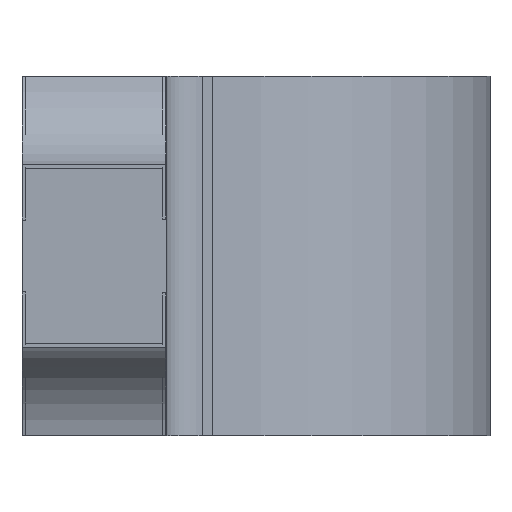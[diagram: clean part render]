
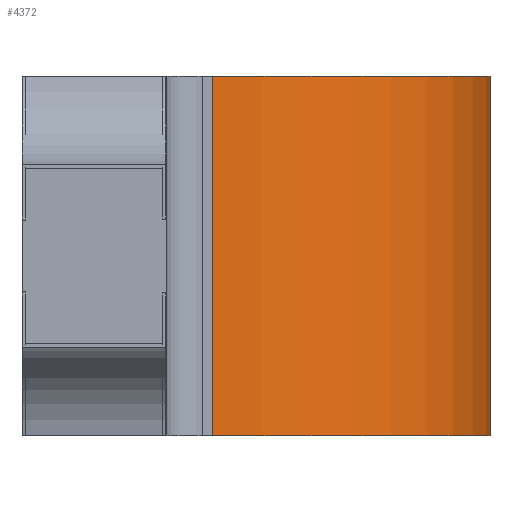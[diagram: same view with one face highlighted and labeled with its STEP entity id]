
A CAD part, left-side view. The second image highlights one B-rep face of the part: STEP entity #4372.
In plain terms, the highlighted cylindrical face has radius 0.8 mm (diameter 1.6 mm), a partial arc.
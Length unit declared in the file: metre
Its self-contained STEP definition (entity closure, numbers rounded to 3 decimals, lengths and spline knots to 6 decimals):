
#167=CIRCLE('',#4722,0.0008);
#168=CIRCLE('',#4723,0.0008);
#224=CYLINDRICAL_SURFACE('',#4721,0.0008);
#411=ORIENTED_EDGE('',*,*,#1631,.F.);
#412=ORIENTED_EDGE('',*,*,#1630,.T.);
#413=ORIENTED_EDGE('',*,*,#1632,.T.);
#414=ORIENTED_EDGE('',*,*,#1633,.F.);
#1630=EDGE_CURVE('',#2248,#2249,#2694,.T.);
#1631=EDGE_CURVE('',#2248,#2250,#167,.T.);
#1632=EDGE_CURVE('',#2249,#2251,#168,.T.);
#1633=EDGE_CURVE('',#2250,#2251,#2695,.T.);
#2248=VERTEX_POINT('',#6225);
#2249=VERTEX_POINT('',#6227);
#2250=VERTEX_POINT('',#6231);
#2251=VERTEX_POINT('',#6233);
#2694=LINE('',#6228,#3219);
#2695=LINE('',#6234,#3220);
#3219=VECTOR('',#5124,1.);
#3220=VECTOR('',#5131,1.);
#3702=EDGE_LOOP('',(#411,#412,#413,#414));
#3948=FACE_BOUND('',#3702,.T.);
#4372=ADVANCED_FACE('',(#3948),#224,.T.);
#4721=AXIS2_PLACEMENT_3D('',#6229,#5125,#5126);
#4722=AXIS2_PLACEMENT_3D('',#6230,#5127,#5128);
#4723=AXIS2_PLACEMENT_3D('',#6232,#5129,#5130);
#5124=DIRECTION('',(0.,1.,0.));
#5125=DIRECTION('',(0.,1.,0.));
#5126=DIRECTION('',(0.,0.,1.));
#5127=DIRECTION('',(0.,-1.,0.));
#5128=DIRECTION('',(0.,0.,-1.));
#5129=DIRECTION('',(0.,-1.,0.));
#5130=DIRECTION('',(0.,0.,-1.));
#5131=DIRECTION('',(0.,1.,0.));
#6225=CARTESIAN_POINT('',(-0.0002,-0.001,0.0013));
#6227=CARTESIAN_POINT('',(-0.0002,0.,0.0013));
#6228=CARTESIAN_POINT('',(-0.0002,-0.001002,0.0013));
#6229=CARTESIAN_POINT('',(-0.0002,-0.001002,0.0005));
#6230=CARTESIAN_POINT('',(-0.0002,-0.001,0.0005));
#6231=CARTESIAN_POINT('',(-0.000999,-0.001,0.000528));
#6232=CARTESIAN_POINT('',(-0.0002,0.,0.0005));
#6233=CARTESIAN_POINT('',(-0.000999,0.,0.000528));
#6234=CARTESIAN_POINT('',(-0.000999,-0.001002,0.000528));
